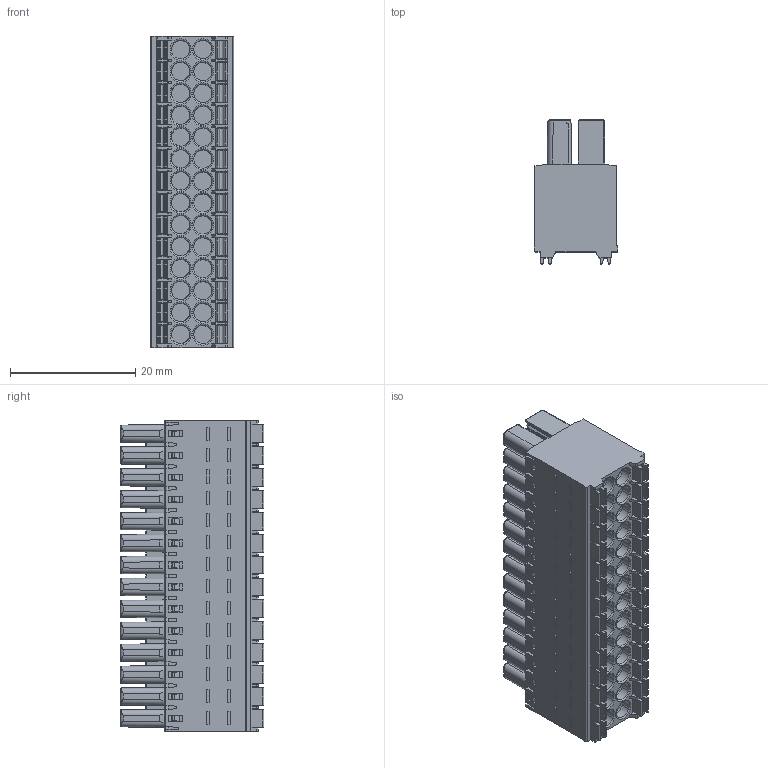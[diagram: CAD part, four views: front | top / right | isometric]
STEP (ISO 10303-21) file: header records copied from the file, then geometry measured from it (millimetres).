
FILE_DESCRIPTION((''),'2;1');
FILE_NAME('TLPSD-010-1','2024-09-25T15:04:20',('sheji109'),(''),'CREO PARAMETRIC BY PTC INC, 2018100','CREO PARAMETRIC BY PTC INC, 2018100','');
FILE_SCHEMA(('CONFIG_CONTROL_DESIGN'));
Products named in the file (1): TLPSD-010-1
Bounding box: 13.31 x 22.95 x 49.8 mm (x, y, z)
Volume: 10834.4 mm3; surface area: 7748.6 mm2
Topology: 1 solids, 1 shells, 3221 faces, 8458 edges, 5437 vertices
Faces by surface type: plane 1930, cylinder 759, bspline 280, cone 140, torus 112
Entity records: 111667 total; most frequent: CARTESIAN_POINT 35321, ORIENTED_EDGE 16916, DIRECTION 14037, EDGE_CURVE 8458, VECTOR 5671, LINE 5671, VERTEX_POINT 5437, AXIS2_PLACEMENT_3D 4183
